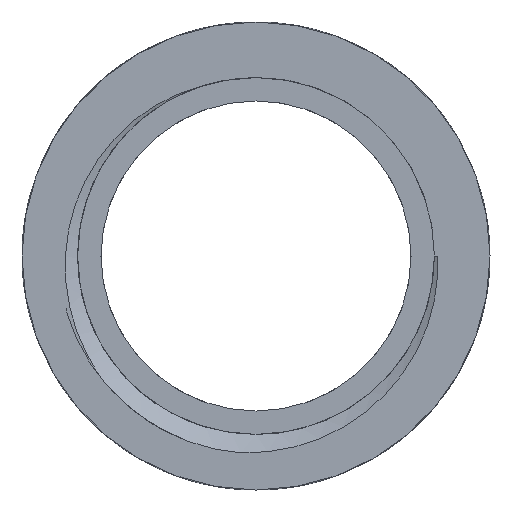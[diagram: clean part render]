
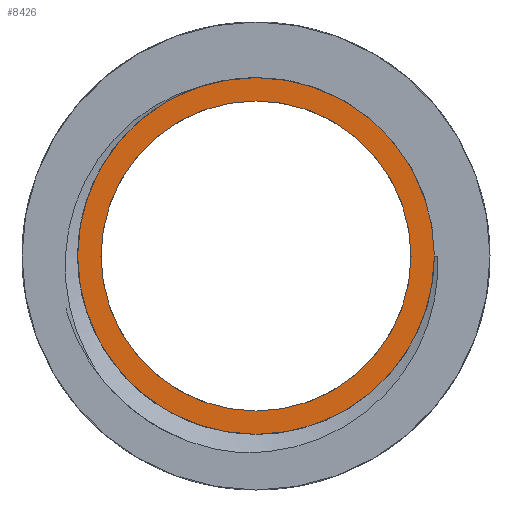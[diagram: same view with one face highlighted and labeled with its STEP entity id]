
A CAD part, front view. The second image highlights one B-rep face of the part: STEP entity #8426.
In plain terms, the highlighted planar face has unit normal (0, -1, 0).
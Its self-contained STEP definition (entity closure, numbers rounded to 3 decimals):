
#1057 = EDGE_CURVE ( 'NONE', #28027, #21217, #26901, .T. ) ;
#1455 = ORIENTED_EDGE ( 'NONE', *, *, #27503, .F. ) ;
#1714 = AXIS2_PLACEMENT_3D ( 'NONE', #26078, #19242, #21517 ) ;
#1805 = EDGE_CURVE ( 'NONE', #21217, #28027, #27399, .T. ) ;
#2582 = CARTESIAN_POINT ( 'NONE',  ( 0., 33., 13.25 ) ) ;
#2687 = FACE_OUTER_BOUND ( 'NONE', #29491, .T. ) ;
#3402 = CARTESIAN_POINT ( 'NONE',  ( 0., 33., 0. ) ) ;
#4251 = VERTEX_POINT ( 'NONE', #29759 ) ;
#4391 = EDGE_LOOP ( 'NONE', ( #22982, #25519 ) ) ;
#5412 = CARTESIAN_POINT ( 'NONE',  ( 0., 33., 0. ) ) ;
#5505 = DIRECTION ( 'NONE',  ( 0., 1., 0. ) ) ;
#7409 = PLANE ( 'NONE',  #1714 ) ;
#8426 = ADVANCED_FACE ( 'NONE', ( #19090, #2687 ), #7409, .F. ) ;
#8759 = CARTESIAN_POINT ( 'NONE',  ( 0., 33., -13.25 ) ) ;
#9051 = EDGE_CURVE ( 'NONE', #4251, #28165, #26443, .T. ) ;
#9439 = AXIS2_PLACEMENT_3D ( 'NONE', #5412, #24241, #15107 ) ;
#11748 = CARTESIAN_POINT ( 'NONE',  ( 0., 33., -15.25 ) ) ;
#12343 = DIRECTION ( 'NONE',  ( 0., 1., 0. ) ) ;
#12420 = AXIS2_PLACEMENT_3D ( 'NONE', #16559, #5505, #28430 ) ;
#15019 = DIRECTION ( 'NONE',  ( 0., 1., 0. ) ) ;
#15107 = DIRECTION ( 'NONE',  ( 0., 0., 1. ) ) ;
#15268 = AXIS2_PLACEMENT_3D ( 'NONE', #21253, #15019, #26424 ) ;
#16559 = CARTESIAN_POINT ( 'NONE',  ( 0., 33., 0. ) ) ;
#18695 = CIRCLE ( 'NONE', #12420, 15.25 ) ;
#19090 = FACE_BOUND ( 'NONE', #4391, .T. ) ;
#19242 = DIRECTION ( 'NONE',  ( 0., 1., 0. ) ) ;
#21217 = VERTEX_POINT ( 'NONE', #2582 ) ;
#21253 = CARTESIAN_POINT ( 'NONE',  ( 0., 33., 0. ) ) ;
#21359 = ORIENTED_EDGE ( 'NONE', *, *, #9051, .F. ) ;
#21517 = DIRECTION ( 'NONE',  ( 0., 0., 1. ) ) ;
#21616 = DIRECTION ( 'NONE',  ( 0., 0., 1. ) ) ;
#22982 = ORIENTED_EDGE ( 'NONE', *, *, #1805, .T. ) ;
#24241 = DIRECTION ( 'NONE',  ( 0., 1., 0. ) ) ;
#25519 = ORIENTED_EDGE ( 'NONE', *, *, #1057, .T. ) ;
#26078 = CARTESIAN_POINT ( 'NONE',  ( 0., 33., 0. ) ) ;
#26410 = AXIS2_PLACEMENT_3D ( 'NONE', #3402, #12343, #21616 ) ;
#26424 = DIRECTION ( 'NONE',  ( 0., 0., 1. ) ) ;
#26443 = CIRCLE ( 'NONE', #15268, 15.25 ) ;
#26901 = CIRCLE ( 'NONE', #9439, 13.25 ) ;
#27399 = CIRCLE ( 'NONE', #26410, 13.25 ) ;
#27503 = EDGE_CURVE ( 'NONE', #28165, #4251, #18695, .T. ) ;
#28027 = VERTEX_POINT ( 'NONE', #8759 ) ;
#28165 = VERTEX_POINT ( 'NONE', #11748 ) ;
#28430 = DIRECTION ( 'NONE',  ( 0., 0., 1. ) ) ;
#29491 = EDGE_LOOP ( 'NONE', ( #1455, #21359 ) ) ;
#29759 = CARTESIAN_POINT ( 'NONE',  ( 0., 33., 15.25 ) ) ;
